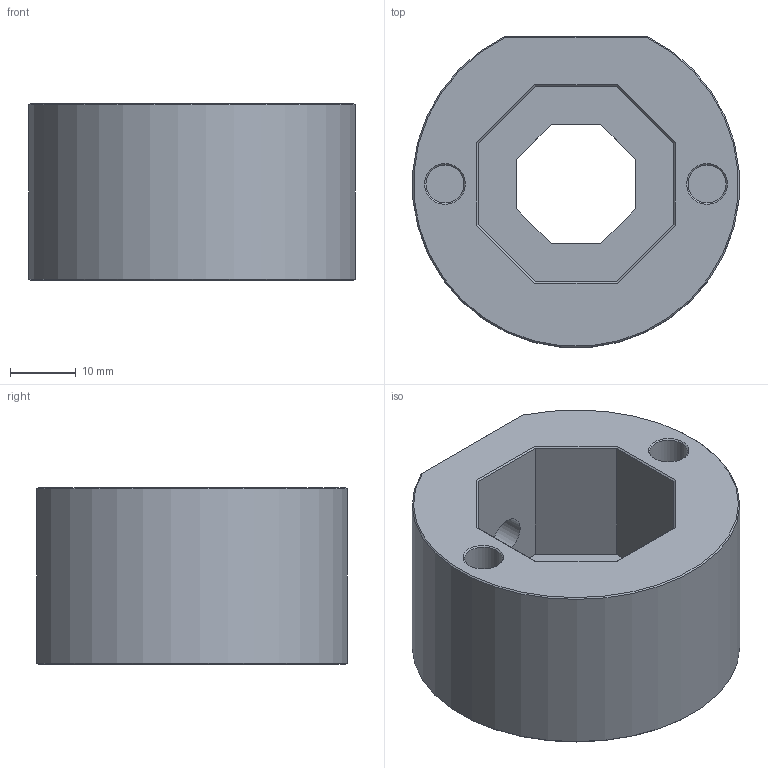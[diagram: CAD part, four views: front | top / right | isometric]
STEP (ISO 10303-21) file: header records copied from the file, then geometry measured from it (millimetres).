
FILE_DESCRIPTION(/* description */ (''),/* implementation_level */ '2;1');
FILE_NAME(/* name */ 'spool_center.stp',/* time_stamp */ '2024-06-29T23:11:37-07:00',/* author */ ('aaron'),/* organization */ (''),/* preprocessor_version */ 'ST-DEVELOPER v19.2',/* originating_system */ 'Autodesk Inventor 2023',/* authorisation */ '');
FILE_SCHEMA (('AUTOMOTIVE_DESIGN { 1 0 10303 214 3 1 1 }'));
Length unit declared in the file: millimetre
Products named in the file (1): spool_center
Bounding box: 49.85 x 47.41 x 27 mm (x, y, z)
Volume: 32881.4 mm3; surface area: 11469.1 mm2
Topology: 1 solids, 1 shells, 69 faces, 151 edges, 94 vertices
Faces by surface type: plane 47, cone 11, cylinder 11
Full cylindrical faces by diameter (mm): 5.75 x1, 5.8 x9
Entity records: 1922 total; most frequent: DIRECTION 329, CARTESIAN_POINT 327, ORIENTED_EDGE 302, EDGE_CURVE 151, AXIS2_PLACEMENT_3D 112, LINE 105, VECTOR 105, VERTEX_POINT 94
